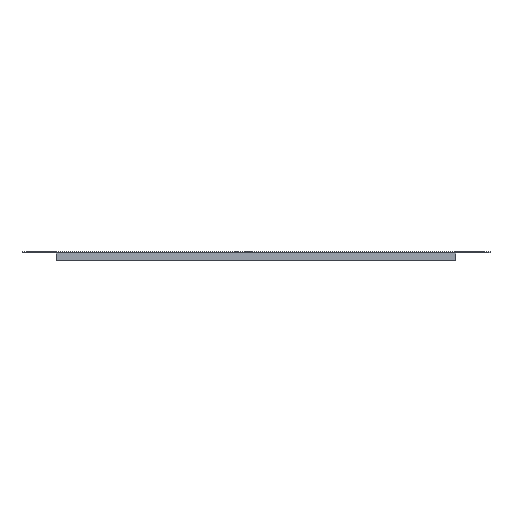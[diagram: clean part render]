
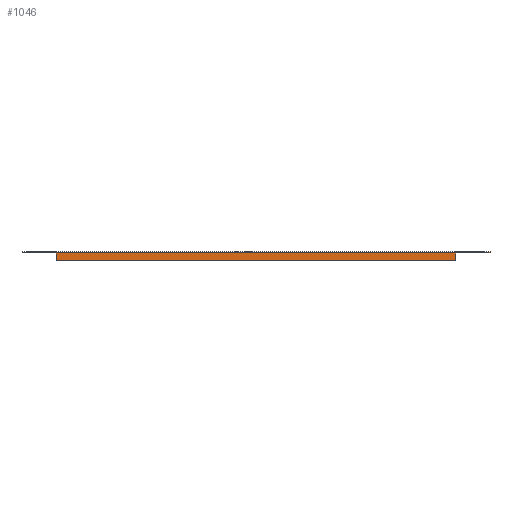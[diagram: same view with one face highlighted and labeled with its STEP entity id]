
A CAD part, front view. The second image highlights one B-rep face of the part: STEP entity #1046.
In plain terms, the highlighted planar face has unit normal (0, -1, 0).
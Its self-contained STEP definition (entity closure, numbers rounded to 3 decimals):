
#13 = CARTESIAN_POINT ( 'NONE',  ( 0., -248.5, 0. ) ) ;
#51 = LINE ( 'NONE', #13, #1007 ) ;
#66 = LINE ( 'NONE', #551, #374 ) ;
#81 = LINE ( 'NONE', #945, #943 ) ;
#93 = LINE ( 'NONE', #122, #576 ) ;
#101 = EDGE_CURVE ( 'NONE', #500, #1076, #51, .T. ) ;
#109 = EDGE_CURVE ( 'NONE', #363, #583, #1123, .T. ) ;
#119 = DIRECTION ( 'NONE',  ( 1., 0., 0. ) ) ;
#122 = CARTESIAN_POINT ( 'NONE',  ( -272., -248.5, -1.5 ) ) ;
#171 = DIRECTION ( 'NONE',  ( 0., -1., 0. ) ) ;
#202 = CARTESIAN_POINT ( 'NONE',  ( -272., -248.5, -1.5 ) ) ;
#224 = VERTEX_POINT ( 'NONE', #1035 ) ;
#264 = CARTESIAN_POINT ( 'NONE',  ( 0., -248.5, -1.5 ) ) ;
#313 = DIRECTION ( 'NONE',  ( 0., 0., 1. ) ) ;
#320 = AXIS2_PLACEMENT_3D ( 'NONE', #264, #171, #983 ) ;
#337 = VECTOR ( 'NONE', #119, 1000. ) ;
#345 = CARTESIAN_POINT ( 'NONE',  ( -232., -248.5, -1.5 ) ) ;
#359 = ORIENTED_EDGE ( 'NONE', *, *, #608, .T. ) ;
#360 = VECTOR ( 'NONE', #625, 1000. ) ;
#363 = VERTEX_POINT ( 'NONE', #345 ) ;
#367 = CARTESIAN_POINT ( 'NONE',  ( 232., -248.5, -1.5 ) ) ;
#374 = VECTOR ( 'NONE', #637, 1000. ) ;
#379 = LINE ( 'NONE', #645, #337 ) ;
#385 = CARTESIAN_POINT ( 'NONE',  ( 272., -248.5, -1.5 ) ) ;
#390 = LINE ( 'NONE', #367, #662 ) ;
#401 = EDGE_LOOP ( 'NONE', ( #425, #1044, #856, #523, #801, #978, #359, #544 ) ) ;
#425 = ORIENTED_EDGE ( 'NONE', *, *, #101, .F. ) ;
#500 = VERTEX_POINT ( 'NONE', #518 ) ;
#513 = VERTEX_POINT ( 'NONE', #915 ) ;
#518 = CARTESIAN_POINT ( 'NONE',  ( -272., -248.5, 0. ) ) ;
#520 = PLANE ( 'NONE',  #320 ) ;
#523 = ORIENTED_EDGE ( 'NONE', *, *, #109, .T. ) ;
#524 = EDGE_CURVE ( 'NONE', #224, #513, #390, .T. ) ;
#544 = ORIENTED_EDGE ( 'NONE', *, *, #1001, .T. ) ;
#551 = CARTESIAN_POINT ( 'NONE',  ( 280.631, -248.5, -10. ) ) ;
#556 = DIRECTION ( 'NONE',  ( 1., 0., 0. ) ) ;
#558 = EDGE_CURVE ( 'NONE', #224, #583, #66, .T. ) ;
#568 = DIRECTION ( 'NONE',  ( 0., 0., -1. ) ) ;
#576 = VECTOR ( 'NONE', #313, 1000. ) ;
#583 = VERTEX_POINT ( 'NONE', #832 ) ;
#608 = EDGE_CURVE ( 'NONE', #513, #610, #379, .T. ) ;
#610 = VERTEX_POINT ( 'NONE', #385 ) ;
#622 = EDGE_CURVE ( 'NONE', #686, #363, #81, .T. ) ;
#625 = DIRECTION ( 'NONE',  ( 0., 0., 1. ) ) ;
#637 = DIRECTION ( 'NONE',  ( -1., 0., 0. ) ) ;
#645 = CARTESIAN_POINT ( 'NONE',  ( 0., -248.5, -1.5 ) ) ;
#655 = FACE_OUTER_BOUND ( 'NONE', #401, .T. ) ;
#662 = VECTOR ( 'NONE', #1161, 1000. ) ;
#686 = VERTEX_POINT ( 'NONE', #202 ) ;
#723 = VECTOR ( 'NONE', #568, 1000. ) ;
#758 = EDGE_CURVE ( 'NONE', #686, #500, #93, .T. ) ;
#801 = ORIENTED_EDGE ( 'NONE', *, *, #558, .F. ) ;
#832 = CARTESIAN_POINT ( 'NONE',  ( -232., -248.5, -10. ) ) ;
#856 = ORIENTED_EDGE ( 'NONE', *, *, #622, .T. ) ;
#915 = CARTESIAN_POINT ( 'NONE',  ( 232., -248.5, -1.5 ) ) ;
#943 = VECTOR ( 'NONE', #1018, 1000. ) ;
#945 = CARTESIAN_POINT ( 'NONE',  ( 0., -248.5, -1.5 ) ) ;
#978 = ORIENTED_EDGE ( 'NONE', *, *, #524, .T. ) ;
#983 = DIRECTION ( 'NONE',  ( 1., 0., 0. ) ) ;
#989 = LINE ( 'NONE', #1071, #360 ) ;
#1001 = EDGE_CURVE ( 'NONE', #610, #1076, #989, .T. ) ;
#1007 = VECTOR ( 'NONE', #556, 1000. ) ;
#1008 = CARTESIAN_POINT ( 'NONE',  ( 272., -248.5, 0. ) ) ;
#1018 = DIRECTION ( 'NONE',  ( 1., 0., 0. ) ) ;
#1019 = CARTESIAN_POINT ( 'NONE',  ( -232., -248.5, -1.5 ) ) ;
#1035 = CARTESIAN_POINT ( 'NONE',  ( 232., -248.5, -10. ) ) ;
#1044 = ORIENTED_EDGE ( 'NONE', *, *, #758, .F. ) ;
#1046 = ADVANCED_FACE ( 'NONE', ( #655 ), #520, .T. ) ;
#1071 = CARTESIAN_POINT ( 'NONE',  ( 272., -248.5, -1.5 ) ) ;
#1076 = VERTEX_POINT ( 'NONE', #1008 ) ;
#1123 = LINE ( 'NONE', #1019, #723 ) ;
#1161 = DIRECTION ( 'NONE',  ( 0., 0., 1. ) ) ;
